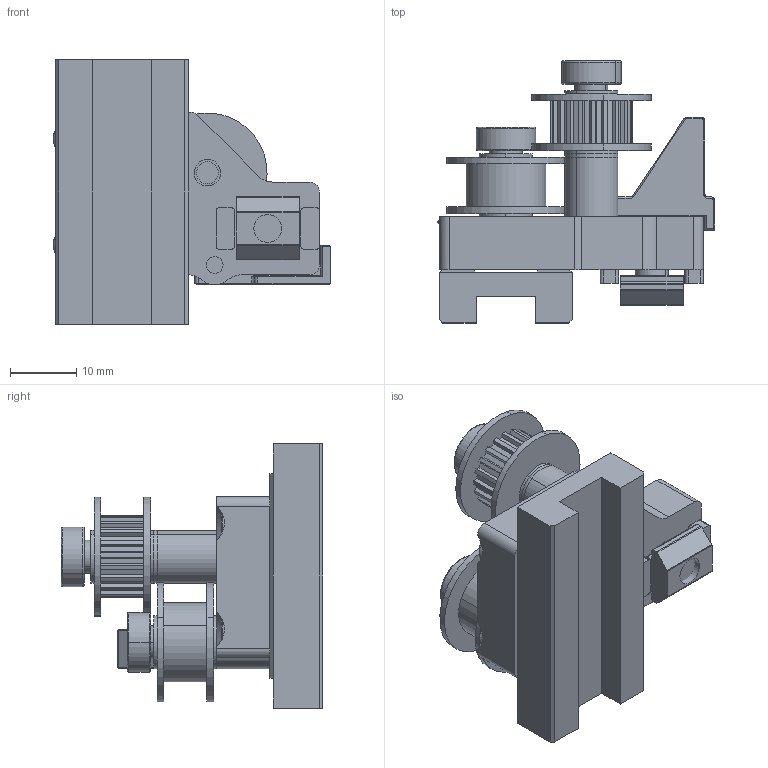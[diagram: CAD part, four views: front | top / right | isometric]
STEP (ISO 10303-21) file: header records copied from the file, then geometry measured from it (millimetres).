
FILE_DESCRIPTION(('FreeCAD Model'),'2;1');
FILE_NAME('Open CASCADE Shape Model','2025-10-20T07:51:18',(''),(''), 'Open CASCADE STEP processor 7.8','FreeCAD','Unknown');
FILE_SCHEMA(('AUTOMOTIVE_DESIGN { 1 0 10303 214 1 1 1 1 }'));
Length unit declared in the file: millimetre
Products named in the file (21): X轴惰轮_左; MGN9H滑块001; 沉头螺钉M3×10; 5MM惰轮_2GT_20齿; 台阶螺钉5×M4×005; 台阶螺钉5×M4×006; 惰轮_内孔5mm_无齿008; TT_X_左; X限位触发器; 垫片M5×8×0.018; 沉头螺钉M3×001; 沉头螺钉M3×002; 沉头螺钉M3×003; 垫片M5×8×0.019; 隔离柱5×8×002; 垫片M5×8×0.020; 垫片M5×8×0.021; 垫片M5×8×0.022; 内六角沉头螺钉M5×12; 滑块螺母_欧标20型M5; 内六角平圆头螺钉M3×6
Assembly tree (20 placements, depth 2):
  X轴惰轮_左
    MGN9H滑块001
    沉头螺钉M3×10
    5MM惰轮_2GT_20齿
    台阶螺钉5×M4×005
    台阶螺钉5×M4×006
    惰轮_内孔5mm_无齿008
    TT_X_左
    X限位触发器
    垫片M5×8×0.018
    沉头螺钉M3×001
    沉头螺钉M3×002
    沉头螺钉M3×003
    垫片M5×8×0.019
    隔离柱5×8×002
    垫片M5×8×0.020
    垫片M5×8×0.021
    垫片M5×8×0.022
    内六角沉头螺钉M5×12
    滑块螺母_欧标20型M5
    内六角平圆头螺钉M3×6
Bounding box: 41.85 x 39.5 x 39.9 mm (x, y, z)
Volume: 15186.2 mm3; surface area: 12952.8 mm2
Topology: 20 solids, 20 shells, 489 faces, 1187 edges, 750 vertices
Faces by surface type: plane 248, cylinder 153, cone 60, torus 26, sphere 2
Entity records: 14851 total; most frequent: DIRECTION 2615, CARTESIAN_POINT 2479, ORIENTED_EDGE 2358, EDGE_CURVE 1179, AXIS2_PLACEMENT_3D 930, LINE 755, VECTOR 755, VERTEX_POINT 750
